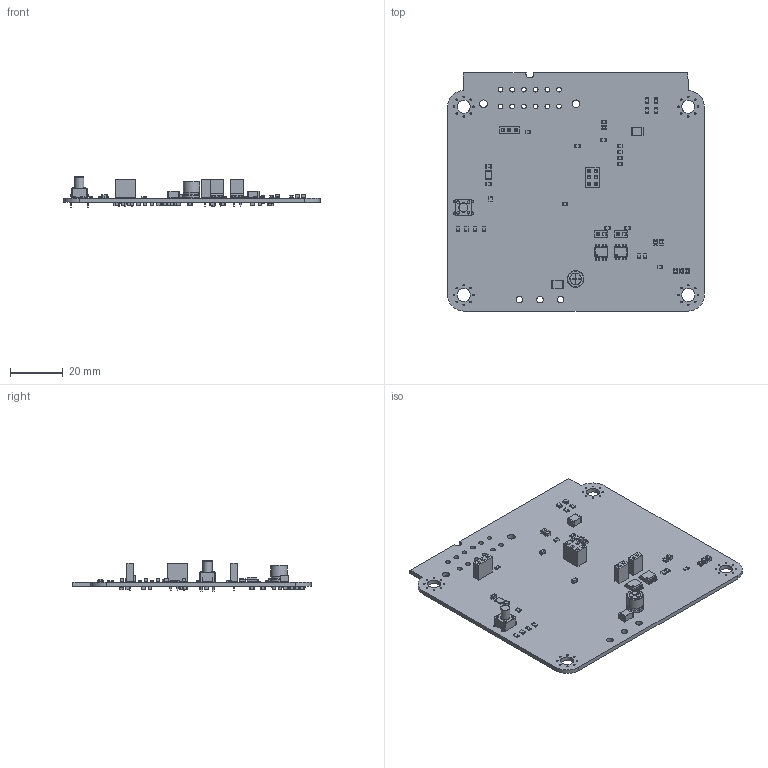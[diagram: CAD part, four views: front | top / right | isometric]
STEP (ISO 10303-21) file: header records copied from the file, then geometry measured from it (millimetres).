
FILE_DESCRIPTION(('KiCad electronic assembly'),'2;1');
FILE_NAME('Dashboard.step','2021-11-20T20:14:40',('An Author'),( 'A Company'),'Open CASCADE STEP processor 6.9', 'KiCad to STEP converter','Unknown');
FILE_SCHEMA(('AUTOMOTIVE_DESIGN { 1 0 10303 214 1 1 1 1 }'));
Length unit declared in the file: millimetre
Products named in the file (26): Open CASCADE STEP translator 6.9 1; R_0805_2012Metric; SOLID; C_0805_2012Metric; SOIC-8_3.9x4.9mm_P1.27mm; PinSocket_1x02_P2.54mm_Vertical; C_1812_4532Metric; D_0805_2012Metric; LED_0805_2012Metric; CP_Radial_D6.3mm_P2.50mm; PinSocket_1x03_P2.54mm_Vertical; SW_PUSH_6mm_H8mm; Crystal_SMD_3225-4Pin_3.2x2.5mm; PinSocket_2x03_P2.54mm_Vertical; COMPOUND
Assembly tree (92 placements, depth 3):
  Open CASCADE STEP translator 6.9 1
    R_0805_2012Metric  x23
      SOLID
    C_0805_2012Metric  x40
      SOLID
    SOIC-8_3.9x4.9mm_P1.27mm  x2
      SOLID
    PinSocket_1x02_P2.54mm_Vertical  x2
      SOLID
    C_1812_4532Metric  x2
      SOLID
    D_0805_2012Metric  x3
      SOLID
    LED_0805_2012Metric  x2
      SOLID
    CP_Radial_D6.3mm_P2.50mm
      SOLID
    PinSocket_1x03_P2.54mm_Vertical
      SOLID
    SW_PUSH_6mm_H8mm
      SOLID
    Crystal_SMD_3225-4Pin_3.2x2.5mm
      SOLID
    PinSocket_2x03_P2.54mm_Vertical
      SOLID
    COMPOUND
Bounding box: 97.28 x 90.3 x 11.5 mm (x, y, z)
Volume: 14806.4 mm3; surface area: 20577.2 mm2
Topology: 80 solids, 81 shells, 3013 faces, 7834 edges, 5123 vertices
Faces by surface type: plane 1982, cylinder 956, bspline 68, revolution 4, torus 3
Full cylindrical faces by diameter (mm): 0.5 x2, 0.6 x34, 0.8 x2, 1 x17, 1.1 x4, 1.8 x12, 2.5 x3, 2.9 x2, 3.5 x1, 5 x4
Entity records: 71117 total; most frequent: CARTESIAN_POINT 12679, DIRECTION 9794, LINE 6482, VECTOR 6482, ORIENTED_EDGE 5044, PCURVE 5044, DEFINITIONAL_REPRESENTATION 5044, EDGE_CURVE 2522
